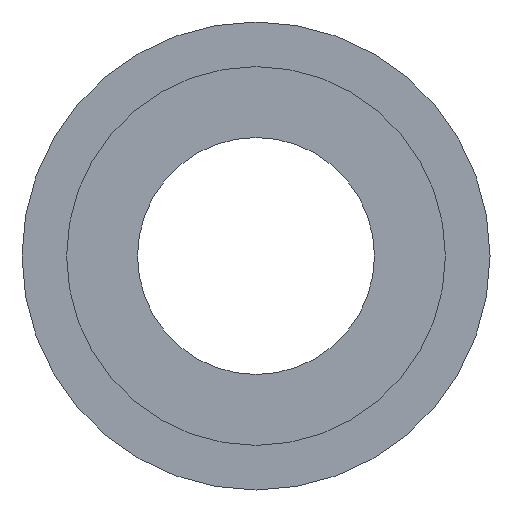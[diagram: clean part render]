
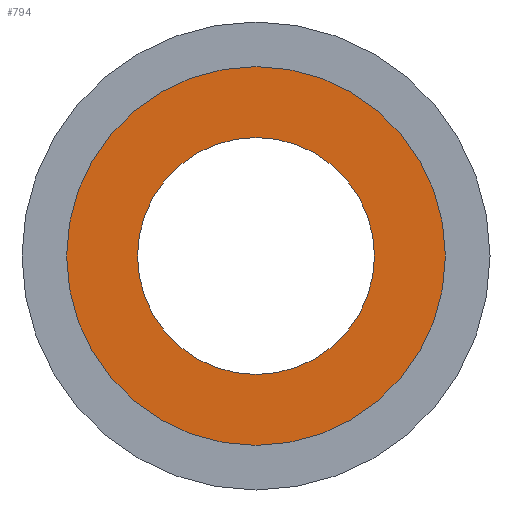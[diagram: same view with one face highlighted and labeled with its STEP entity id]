
A CAD part, left-side view. The second image highlights one B-rep face of the part: STEP entity #794.
In plain terms, the highlighted planar face has unit normal (-1, 0, 0).
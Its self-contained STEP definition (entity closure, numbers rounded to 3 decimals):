
#257=CARTESIAN_POINT('',(-8.2,0.,0.));
#258=DIRECTION('',(-1.,0.,0.));
#259=DIRECTION('',(0.,-1.,0.));
#260=AXIS2_PLACEMENT_3D('',#257,#258,#259);
#266=CARTESIAN_POINT('',(-8.2,0.,0.));
#267=DIRECTION('',(1.,0.,0.));
#268=DIRECTION('',(0.,1.,0.));
#269=AXIS2_PLACEMENT_3D('',#266,#267,#268);
#271=CARTESIAN_POINT('',(-8.2,0.,0.));
#272=DIRECTION('',(1.,0.,0.));
#273=DIRECTION('',(0.,-1.,0.));
#274=AXIS2_PLACEMENT_3D('',#271,#272,#273);
#284=CARTESIAN_POINT('',(-8.2,0.,0.));
#285=DIRECTION('',(-1.,0.,0.));
#286=DIRECTION('',(0.,1.,0.));
#287=AXIS2_PLACEMENT_3D('',#284,#285,#286);
#335=CARTESIAN_POINT('',(-8.2,6.395,0.));
#336=CARTESIAN_POINT('',(-8.2,-6.395,0.));
#337=VERTEX_POINT('',#335);
#338=VERTEX_POINT('',#336);
#347=CARTESIAN_POINT('',(-8.2,-4.,0.));
#348=CARTESIAN_POINT('',(-8.2,4.,0.));
#349=VERTEX_POINT('',#347);
#350=VERTEX_POINT('',#348);
#778=CARTESIAN_POINT('',(-8.2,0.,0.));
#779=DIRECTION('',(1.,0.,0.));
#780=DIRECTION('',(0.,1.,0.));
#781=AXIS2_PLACEMENT_3D('',#778,#779,#780);
#782=PLANE('',#781);
#784=ORIENTED_EDGE('',*,*,#783,.T.);
#786=ORIENTED_EDGE('',*,*,#785,.T.);
#787=EDGE_LOOP('',(#784,#786));
#788=FACE_OUTER_BOUND('',#787,.F.);
#789=ORIENTED_EDGE('',*,*,#768,.T.);
#791=ORIENTED_EDGE('',*,*,#790,.T.);
#792=EDGE_LOOP('',(#789,#791));
#793=FACE_BOUND('',#792,.F.);
#794=ADVANCED_FACE('',(#788,#793),#782,.F.);
#261=CIRCLE('',#260,4.);
#270=CIRCLE('',#269,6.395);
#275=CIRCLE('',#274,6.395);
#288=CIRCLE('',#287,4.);
#768=EDGE_CURVE('',#349,#350,#261,.T.);
#783=EDGE_CURVE('',#337,#338,#270,.T.);
#785=EDGE_CURVE('',#338,#337,#275,.T.);
#790=EDGE_CURVE('',#350,#349,#288,.T.);
